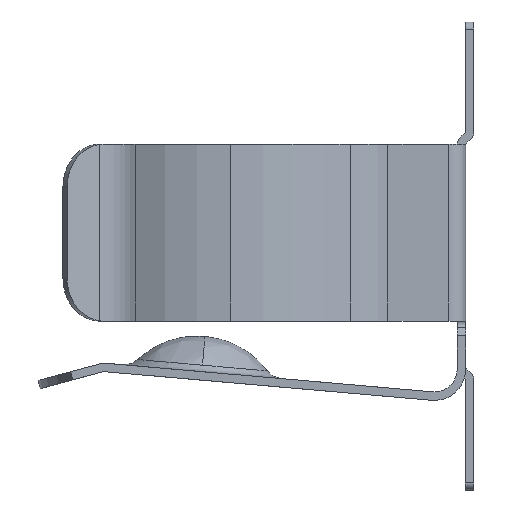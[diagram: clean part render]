
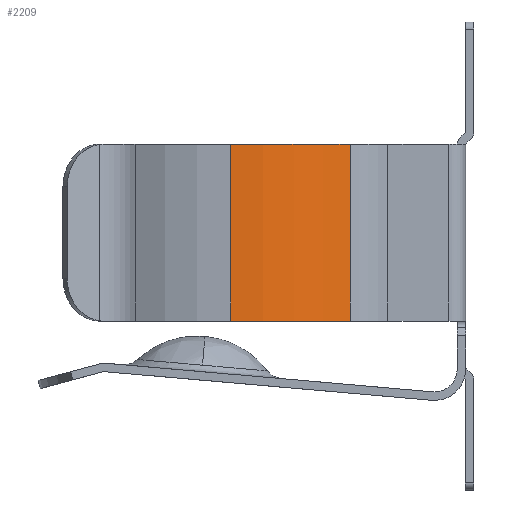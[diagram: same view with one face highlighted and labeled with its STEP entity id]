
A CAD part, left-side view. The second image highlights one B-rep face of the part: STEP entity #2209.
In plain terms, the highlighted cylindrical face has radius 6.909 mm (diameter 13.818 mm), a partial arc.
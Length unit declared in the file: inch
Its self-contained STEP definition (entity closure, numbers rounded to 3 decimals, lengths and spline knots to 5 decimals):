
#35 = EDGE_LOOP ( 'NONE', ( #3205, #4571, #2511, #3412 ) ) ;
#60 = CARTESIAN_POINT ( 'NONE',  ( -0.262, 0.32011, 0. ) ) ;
#97 = EDGE_CURVE ( 'NONE', #2945, #4607, #2450, .T. ) ;
#133 = EDGE_CURVE ( 'NONE', #5159, #2945, #5177, .T. ) ;
#207 = EDGE_CURVE ( 'NONE', #2766, #5159, #1198, .T. ) ;
#299 = VECTOR ( 'NONE', #4177, 39.37008 ) ;
#603 = AXIS2_PLACEMENT_3D ( 'NONE', #3416, #3364, #3346 ) ;
#604 = EDGE_CURVE ( 'NONE', #4607, #2766, #4029, .T. ) ;
#909 = VECTOR ( 'NONE', #2821, 39.37008 ) ;
#1198 = LINE ( 'NONE', #2693, #909 ) ;
#1224 = CYLINDRICAL_SURFACE ( 'NONE', #1529, 0.272 ) ;
#1529 = AXIS2_PLACEMENT_3D ( 'NONE', #2280, #1697, #3774 ) ;
#1697 = DIRECTION ( 'NONE',  ( 0., 0., -1. ) ) ;
#2209 = ADVANCED_FACE ( 'NONE', ( #3007 ), #1224, .T. ) ;
#2280 = CARTESIAN_POINT ( 'NONE',  ( 0.01, 0.32011, 0.25 ) ) ;
#2309 = AXIS2_PLACEMENT_3D ( 'NONE', #3704, #3298, #3282 ) ;
#2450 = LINE ( 'NONE', #3988, #299 ) ;
#2511 = ORIENTED_EDGE ( 'NONE', *, *, #133, .T. ) ;
#2693 = CARTESIAN_POINT ( 'NONE',  ( -0.262, 0.32011, 0.25 ) ) ;
#2766 = VERTEX_POINT ( 'NONE', #3976 ) ;
#2821 = DIRECTION ( 'NONE',  ( 0., 0., -1. ) ) ;
#2945 = VERTEX_POINT ( 'NONE', #3275 ) ;
#3007 = FACE_OUTER_BOUND ( 'NONE', #35, .T. ) ;
#3205 = ORIENTED_EDGE ( 'NONE', *, *, #604, .T. ) ;
#3275 = CARTESIAN_POINT ( 'NONE',  ( -0.20296, 0.1509, 0. ) ) ;
#3282 = DIRECTION ( 'NONE',  ( -1., 0., 0. ) ) ;
#3298 = DIRECTION ( 'NONE',  ( 0., 0., -1. ) ) ;
#3346 = DIRECTION ( 'NONE',  ( -1., 0., 0. ) ) ;
#3364 = DIRECTION ( 'NONE',  ( 0., 0., 1. ) ) ;
#3412 = ORIENTED_EDGE ( 'NONE', *, *, #97, .T. ) ;
#3416 = CARTESIAN_POINT ( 'NONE',  ( 0.01, 0.32011, 0. ) ) ;
#3704 = CARTESIAN_POINT ( 'NONE',  ( 0.01, 0.32011, 0.25 ) ) ;
#3774 = DIRECTION ( 'NONE',  ( -1., 0., 0. ) ) ;
#3826 = CARTESIAN_POINT ( 'NONE',  ( -0.20296, 0.1509, 0.25 ) ) ;
#3976 = CARTESIAN_POINT ( 'NONE',  ( -0.262, 0.32011, 0.25 ) ) ;
#3988 = CARTESIAN_POINT ( 'NONE',  ( -0.20296, 0.1509, 0.25 ) ) ;
#4029 = CIRCLE ( 'NONE', #2309, 0.272 ) ;
#4177 = DIRECTION ( 'NONE',  ( 0., 0., 1. ) ) ;
#4571 = ORIENTED_EDGE ( 'NONE', *, *, #207, .T. ) ;
#4607 = VERTEX_POINT ( 'NONE', #3826 ) ;
#5159 = VERTEX_POINT ( 'NONE', #60 ) ;
#5177 = CIRCLE ( 'NONE', #603, 0.272 ) ;
